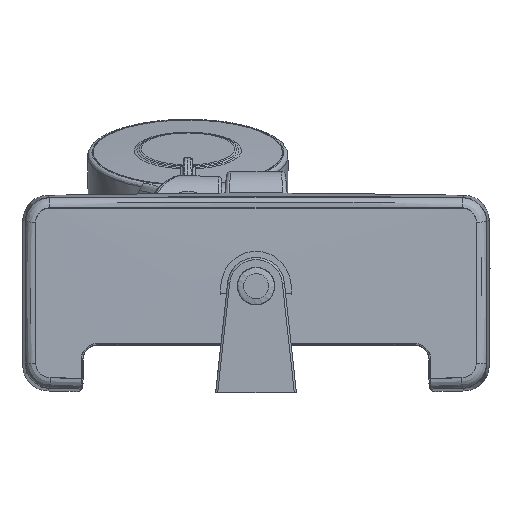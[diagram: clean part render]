
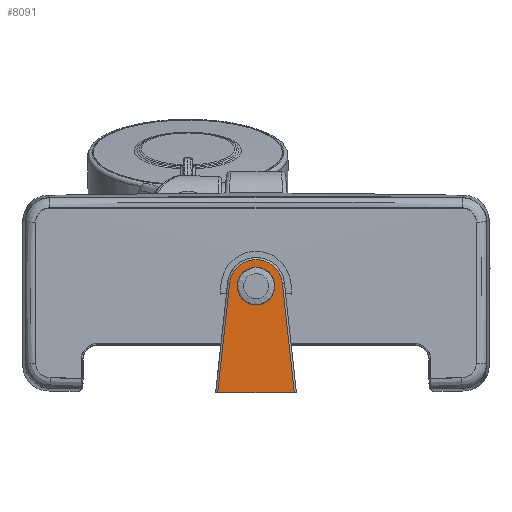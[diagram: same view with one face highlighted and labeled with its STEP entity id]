
A CAD part, front view. The second image highlights one B-rep face of the part: STEP entity #8091.
In plain terms, the highlighted planar face has unit normal (0, -1, 0).
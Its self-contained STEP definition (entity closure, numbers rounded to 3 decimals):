
#130 = DIRECTION ( 'NONE',  ( 1., 0., 0. ) ) ;
#307 = ORIENTED_EDGE ( 'NONE', *, *, #15424, .T. ) ;
#313 = CARTESIAN_POINT ( 'NONE',  ( -12.502, -350.9, 51.864 ) ) ;
#893 = ORIENTED_EDGE ( 'NONE', *, *, #13324, .T. ) ;
#1705 = CARTESIAN_POINT ( 'NONE',  ( 0., -350.9, 59.4 ) ) ;
#2083 = CIRCLE ( 'NONE', #18713, 8.9 ) ;
#2194 = EDGE_LOOP ( 'NONE', ( #307 ) ) ;
#2506 = VECTOR ( 'NONE', #4493, 1000. ) ;
#2590 = CARTESIAN_POINT ( 'NONE',  ( 12.502, -350.9, 51.864 ) ) ;
#3009 = EDGE_LOOP ( 'NONE', ( #893, #7583, #8171, #13454 ) ) ;
#3096 = LINE ( 'NONE', #2590, #2506 ) ;
#3111 = PLANE ( 'NONE',  #12055 ) ;
#4493 = DIRECTION ( 'NONE',  ( -0.108, 0., 0.994 ) ) ;
#5019 = DIRECTION ( 'NONE',  ( 0., 1., 0. ) ) ;
#5755 = CIRCLE ( 'NONE', #12908, 12.576 ) ;
#7248 = CARTESIAN_POINT ( 'NONE',  ( -18.161, -350.9, -0.02 ) ) ;
#7583 = ORIENTED_EDGE ( 'NONE', *, *, #22643, .T. ) ;
#8016 = CARTESIAN_POINT ( 'NONE',  ( 0., -350.9, 50.5 ) ) ;
#8091 = ADVANCED_FACE ( 'NONE', ( #15240, #15038 ), #3111, .F. ) ;
#8171 = ORIENTED_EDGE ( 'NONE', *, *, #23460, .F. ) ;
#9640 = VERTEX_POINT ( 'NONE', #313 ) ;
#9852 = CARTESIAN_POINT ( 'NONE',  ( 18.161, -350.9, -0.02 ) ) ;
#9884 = DIRECTION ( 'NONE',  ( 0., 0., 1. ) ) ;
#9886 = VERTEX_POINT ( 'NONE', #7248 ) ;
#9934 = VECTOR ( 'NONE', #15794, 1000. ) ;
#10729 = CARTESIAN_POINT ( 'NONE',  ( -18.173, -350.9, -0.128 ) ) ;
#11389 = DIRECTION ( 'NONE',  ( 0., -1., 0. ) ) ;
#12055 = AXIS2_PLACEMENT_3D ( 'NONE', #13935, #5019, #17899 ) ;
#12392 = VERTEX_POINT ( 'NONE', #17306 ) ;
#12586 = DIRECTION ( 'NONE',  ( -0.108, 0., -0.994 ) ) ;
#12908 = AXIS2_PLACEMENT_3D ( 'NONE', #22121, #11389, #130 ) ;
#13131 = VECTOR ( 'NONE', #12586, 1000. ) ;
#13324 = EDGE_CURVE ( 'NONE', #12392, #9640, #5755, .T. ) ;
#13348 = VERTEX_POINT ( 'NONE', #1705 ) ;
#13454 = ORIENTED_EDGE ( 'NONE', *, *, #21768, .T. ) ;
#13698 = LINE ( 'NONE', #19291, #9934 ) ;
#13935 = CARTESIAN_POINT ( 'NONE',  ( 0., -350.9, 50.5 ) ) ;
#15038 = FACE_OUTER_BOUND ( 'NONE', #3009, .T. ) ;
#15240 = FACE_BOUND ( 'NONE', #2194, .T. ) ;
#15424 = EDGE_CURVE ( 'NONE', #13348, #13348, #2083, .T. ) ;
#15794 = DIRECTION ( 'NONE',  ( -1., 0., 0. ) ) ;
#16823 = LINE ( 'NONE', #10729, #13131 ) ;
#17306 = CARTESIAN_POINT ( 'NONE',  ( 12.502, -350.9, 51.864 ) ) ;
#17899 = DIRECTION ( 'NONE',  ( 1., 0., 0. ) ) ;
#18713 = AXIS2_PLACEMENT_3D ( 'NONE', #8016, #20684, #9884 ) ;
#19291 = CARTESIAN_POINT ( 'NONE',  ( -19.167, -350.9, -0.02 ) ) ;
#20684 = DIRECTION ( 'NONE',  ( 0., 1., 0. ) ) ;
#21601 = VERTEX_POINT ( 'NONE', #9852 ) ;
#21768 = EDGE_CURVE ( 'NONE', #21601, #12392, #3096, .T. ) ;
#22121 = CARTESIAN_POINT ( 'NONE',  ( 0., -350.9, 50.5 ) ) ;
#22643 = EDGE_CURVE ( 'NONE', #9640, #9886, #16823, .T. ) ;
#23460 = EDGE_CURVE ( 'NONE', #21601, #9886, #13698, .T. ) ;
